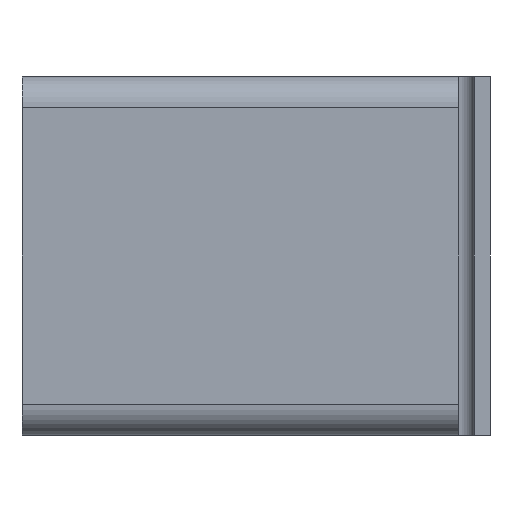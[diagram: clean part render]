
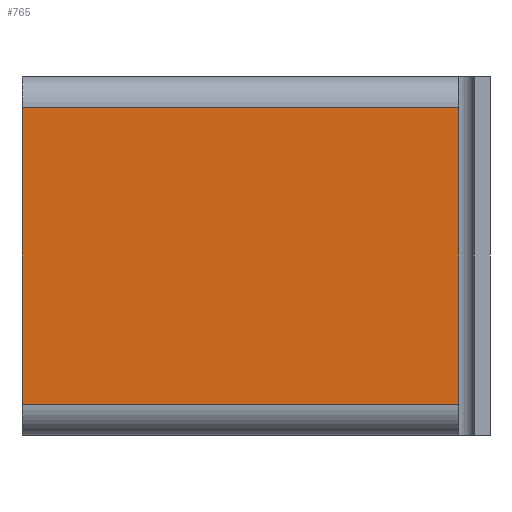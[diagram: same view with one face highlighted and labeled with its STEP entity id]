
A CAD part, front view. The second image highlights one B-rep face of the part: STEP entity #765.
In plain terms, the highlighted planar face has unit normal (0, -1, 0).
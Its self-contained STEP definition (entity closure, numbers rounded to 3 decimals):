
#48 = EDGE_CURVE ( 'NONE', #105, #405, #233, .T. ) ;
#73 = DIRECTION ( 'NONE',  ( 0., 0., -1. ) ) ;
#75 = CARTESIAN_POINT ( 'NONE',  ( 0., -1., 11.5 ) ) ;
#92 = EDGE_CURVE ( 'NONE', #157, #105, #508, .T. ) ;
#95 = VECTOR ( 'NONE', #73, 1000. ) ;
#105 = VERTEX_POINT ( 'NONE', #441 ) ;
#118 = LINE ( 'NONE', #206, #95 ) ;
#131 = VECTOR ( 'NONE', #773, 1000. ) ;
#146 = VERTEX_POINT ( 'NONE', #632 ) ;
#157 = VERTEX_POINT ( 'NONE', #712 ) ;
#206 = CARTESIAN_POINT ( 'NONE',  ( 28., -1., 11.5 ) ) ;
#213 = ORIENTED_EDGE ( 'NONE', *, *, #48, .T. ) ;
#227 = FACE_OUTER_BOUND ( 'NONE', #239, .T. ) ;
#233 = LINE ( 'NONE', #493, #599 ) ;
#239 = EDGE_LOOP ( 'NONE', ( #213, #819, #537, #330 ) ) ;
#241 = DIRECTION ( 'NONE',  ( 0., 0., 1. ) ) ;
#255 = CARTESIAN_POINT ( 'NONE',  ( 28., -1., -9.5 ) ) ;
#277 = DIRECTION ( 'NONE',  ( 0., 0., -1. ) ) ;
#280 = VECTOR ( 'NONE', #277, 1000. ) ;
#330 = ORIENTED_EDGE ( 'NONE', *, *, #92, .T. ) ;
#405 = VERTEX_POINT ( 'NONE', #255 ) ;
#432 = PLANE ( 'NONE',  #460 ) ;
#441 = CARTESIAN_POINT ( 'NONE',  ( 0., -1., -9.5 ) ) ;
#460 = AXIS2_PLACEMENT_3D ( 'NONE', #724, #647, #241 ) ;
#493 = CARTESIAN_POINT ( 'NONE',  ( 0., -1., -9.5 ) ) ;
#508 = LINE ( 'NONE', #75, #280 ) ;
#537 = ORIENTED_EDGE ( 'NONE', *, *, #639, .T. ) ;
#599 = VECTOR ( 'NONE', #620, 1000. ) ;
#620 = DIRECTION ( 'NONE',  ( 1., 0., 0. ) ) ;
#632 = CARTESIAN_POINT ( 'NONE',  ( 28., -1., 9.5 ) ) ;
#639 = EDGE_CURVE ( 'NONE', #146, #157, #726, .T. ) ;
#647 = DIRECTION ( 'NONE',  ( 0., 1., 0. ) ) ;
#685 = CARTESIAN_POINT ( 'NONE',  ( 28., -1., 9.5 ) ) ;
#706 = EDGE_CURVE ( 'NONE', #146, #405, #118, .T. ) ;
#712 = CARTESIAN_POINT ( 'NONE',  ( 0., -1., 9.5 ) ) ;
#724 = CARTESIAN_POINT ( 'NONE',  ( 0., -1., 11.5 ) ) ;
#726 = LINE ( 'NONE', #685, #131 ) ;
#765 = ADVANCED_FACE ( 'NONE', ( #227 ), #432, .F. ) ;
#773 = DIRECTION ( 'NONE',  ( -1., 0., 0. ) ) ;
#819 = ORIENTED_EDGE ( 'NONE', *, *, #706, .F. ) ;
